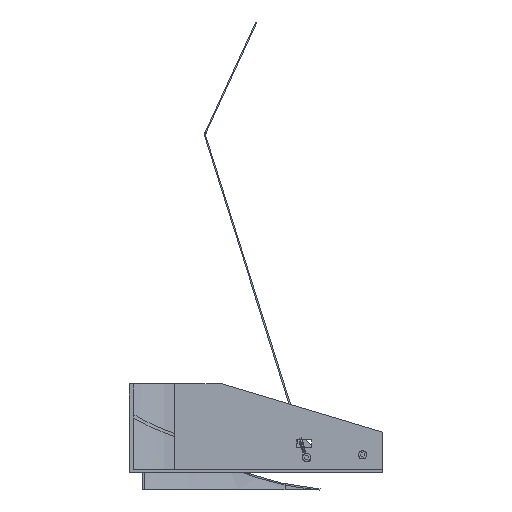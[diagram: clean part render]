
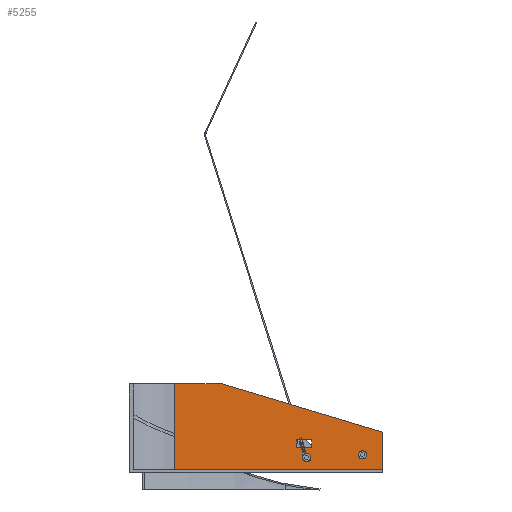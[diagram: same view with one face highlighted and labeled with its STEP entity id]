
A CAD part, front view. The second image highlights one B-rep face of the part: STEP entity #5255.
In plain terms, the highlighted face is planar.
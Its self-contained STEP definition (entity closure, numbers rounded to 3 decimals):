
#490=LINE('',#9284,#878);
#494=LINE('',#9291,#882);
#497=LINE('',#9297,#885);
#499=LINE('',#9300,#887);
#500=LINE('',#9329,#888);
#502=LINE('',#9348,#890);
#503=LINE('',#9350,#891);
#504=LINE('',#9352,#892);
#505=LINE('',#9354,#893);
#506=LINE('',#9356,#894);
#507=LINE('',#9357,#895);
#878=VECTOR('',#7555,10.);
#882=VECTOR('',#7561,10.);
#885=VECTOR('',#7566,10.);
#887=VECTOR('',#7570,10.);
#888=VECTOR('',#7585,10.);
#890=VECTOR('',#7589,10.);
#891=VECTOR('',#7590,10.);
#892=VECTOR('',#7591,10.);
#893=VECTOR('',#7592,10.);
#894=VECTOR('',#7593,10.);
#895=VECTOR('',#7594,10.);
#1067=PLANE('',#6169);
#1173=FACE_BOUND('',#1755,.T.);
#1174=FACE_BOUND('',#1756,.T.);
#1175=FACE_BOUND('',#1757,.T.);
#1406=FACE_OUTER_BOUND('',#1754,.T.);
#1754=EDGE_LOOP('',(#4512,#4513,#4514,#4515,#4516,#4517,#4518));
#1755=EDGE_LOOP('',(#4519,#4520,#4521,#4522));
#1756=EDGE_LOOP('',(#4523));
#1757=EDGE_LOOP('',(#4524));
#2132=CIRCLE('',#6164,6.);
#2134=CIRCLE('',#6167,6.);
#2556=VERTEX_POINT('',#9281);
#2557=VERTEX_POINT('',#9283);
#2559=VERTEX_POINT('',#9289);
#2561=VERTEX_POINT('',#9295);
#2563=VERTEX_POINT('',#9304);
#2565=VERTEX_POINT('',#9309);
#2567=VERTEX_POINT('',#9313);
#2568=VERTEX_POINT('',#9328);
#2570=VERTEX_POINT('',#9347);
#2571=VERTEX_POINT('',#9349);
#2572=VERTEX_POINT('',#9351);
#2573=VERTEX_POINT('',#9353);
#2574=VERTEX_POINT('',#9355);
#3227=EDGE_CURVE('',#2556,#2557,#490,.T.);
#3231=EDGE_CURVE('',#2559,#2556,#494,.T.);
#3234=EDGE_CURVE('',#2561,#2559,#497,.T.);
#3236=EDGE_CURVE('',#2557,#2561,#499,.T.);
#3238=EDGE_CURVE('',#2563,#2563,#2132,.T.);
#3240=EDGE_CURVE('',#2565,#2565,#2134,.T.);
#3242=EDGE_CURVE('',#2568,#2567,#500,.T.);
#3245=EDGE_CURVE('',#2567,#2570,#502,.T.);
#3246=EDGE_CURVE('',#2571,#2570,#503,.T.);
#3247=EDGE_CURVE('',#2571,#2572,#504,.T.);
#3248=EDGE_CURVE('',#2573,#2572,#505,.T.);
#3249=EDGE_CURVE('',#2574,#2573,#506,.T.);
#3250=EDGE_CURVE('',#2574,#2568,#507,.T.);
#4512=ORIENTED_EDGE('',*,*,#3242,.T.);
#4513=ORIENTED_EDGE('',*,*,#3245,.T.);
#4514=ORIENTED_EDGE('',*,*,#3246,.F.);
#4515=ORIENTED_EDGE('',*,*,#3247,.T.);
#4516=ORIENTED_EDGE('',*,*,#3248,.F.);
#4517=ORIENTED_EDGE('',*,*,#3249,.F.);
#4518=ORIENTED_EDGE('',*,*,#3250,.T.);
#4519=ORIENTED_EDGE('',*,*,#3234,.F.);
#4520=ORIENTED_EDGE('',*,*,#3236,.F.);
#4521=ORIENTED_EDGE('',*,*,#3227,.F.);
#4522=ORIENTED_EDGE('',*,*,#3231,.F.);
#4523=ORIENTED_EDGE('',*,*,#3238,.F.);
#4524=ORIENTED_EDGE('',*,*,#3240,.F.);
#5255=ADVANCED_FACE('',(#1406,#1173,#1174,#1175),#1067,.T.);
#6164=AXIS2_PLACEMENT_3D('',#9305,#7575,#7576);
#6167=AXIS2_PLACEMENT_3D('',#9310,#7581,#7582);
#6169=AXIS2_PLACEMENT_3D('',#9346,#7587,#7588);
#7555=DIRECTION('',(0.,0.,1.));
#7561=DIRECTION('',(-1.,0.,0.));
#7566=DIRECTION('',(0.,0.,-1.));
#7570=DIRECTION('',(1.,0.,0.));
#7575=DIRECTION('center_axis',(0.,1.,0.));
#7576=DIRECTION('ref_axis',(-1.,0.,0.));
#7581=DIRECTION('center_axis',(0.,1.,0.));
#7582=DIRECTION('ref_axis',(-1.,0.,0.));
#7585=DIRECTION('',(0.,0.,1.));
#7587=DIRECTION('center_axis',(0.,1.,0.));
#7588=DIRECTION('ref_axis',(-1.,0.,0.));
#7589=DIRECTION('',(0.,0.,1.));
#7590=DIRECTION('',(-1.,0.,0.));
#7591=DIRECTION('',(0.,0.,-1.));
#7592=DIRECTION('',(0.958,0.,0.287));
#7593=DIRECTION('',(1.,0.,0.));
#7594=DIRECTION('',(0.,0.,1.));
#9281=CARTESIAN_POINT('',(80.,6.,35.));
#9283=CARTESIAN_POINT('',(80.,6.,50.));
#9284=CARTESIAN_POINT('',(80.,6.,-32.5));
#9289=CARTESIAN_POINT('',(110.,6.,35.));
#9291=CARTESIAN_POINT('',(180.,6.,35.));
#9295=CARTESIAN_POINT('',(110.,6.,50.));
#9297=CARTESIAN_POINT('',(110.,6.,-25.));
#9300=CARTESIAN_POINT('',(165.,6.,50.));
#9304=CARTESIAN_POINT('',(215.891,6.,64.858));
#9305=CARTESIAN_POINT('Origin',(209.891,6.,64.858));
#9309=CARTESIAN_POINT('',(105.293,6.,69.574));
#9310=CARTESIAN_POINT('Origin',(99.293,6.,69.574));
#9313=CARTESIAN_POINT('',(-160.,6.,28.991));
#9328=CARTESIAN_POINT('',(-160.,6.,22.635));
#9329=CARTESIAN_POINT('',(-160.,6.,-75.));
#9346=CARTESIAN_POINT('Origin',(250.,6.,-100.));
#9347=CARTESIAN_POINT('',(-160.,6.,94.));
#9348=CARTESIAN_POINT('',(-160.,6.,-100.));
#9349=CARTESIAN_POINT('',(250.,6.,94.));
#9350=CARTESIAN_POINT('',(130.812,6.,94.));
#9351=CARTESIAN_POINT('',(250.,6.,20.));
#9352=CARTESIAN_POINT('',(250.,6.,-100.));
#9353=CARTESIAN_POINT('',(-66.667,6.,-75.));
#9354=CARTESIAN_POINT('',(33.486,6.,-44.954));
#9355=CARTESIAN_POINT('',(-160.,6.,-75.));
#9356=CARTESIAN_POINT('',(125.,6.,-75.));
#9357=CARTESIAN_POINT('',(-160.,6.,-100.));
